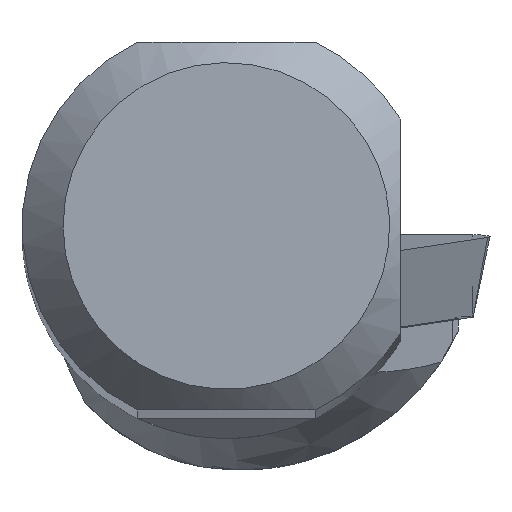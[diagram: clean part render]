
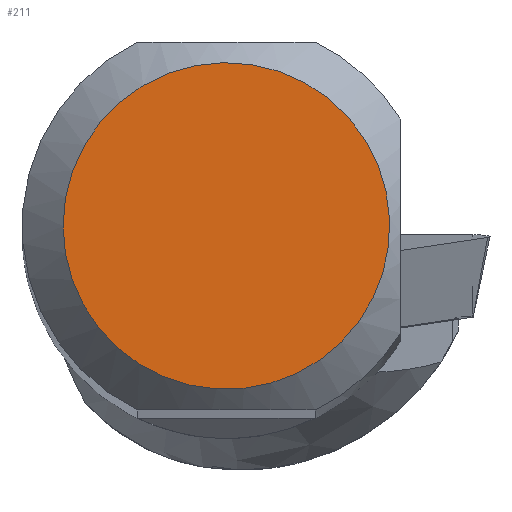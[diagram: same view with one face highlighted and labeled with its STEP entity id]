
A CAD part, top view. The second image highlights one B-rep face of the part: STEP entity #211.
In plain terms, the highlighted planar face has unit normal (0, 0, 1).
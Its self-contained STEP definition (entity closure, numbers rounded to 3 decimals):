
#160=FACE_OUTER_BOUND('',#457,.T.);
#211=ADVANCED_FACE('CU_SU_BP3',(#160),#250,.T.);
#250=PLANE('',#1176);
#457=EDGE_LOOP('',(#622));
#622=ORIENTED_EDGE('',*,*,#954,.F.);
#839=VERTEX_POINT('',#1894);
#954=EDGE_CURVE('',#839,#839,#1022,.T.);
#1022=CIRCLE('',#1175,7.991);
#1175=AXIS2_PLACEMENT_3D('',#1893,#1395,#1396);
#1176=AXIS2_PLACEMENT_3D('',#1895,#1397,#1398);
#1395=DIRECTION('',(0.,0.,-1.));
#1396=DIRECTION('',(-1.,0.,0.));
#1397=DIRECTION('',(0.,0.,1.));
#1398=DIRECTION('',(-1.,0.,0.));
#1893=CARTESIAN_POINT('',(0.,0.,0.));
#1894=CARTESIAN_POINT('',(-7.991,0.,0.));
#1895=CARTESIAN_POINT('',(0.,0.,
0.));
